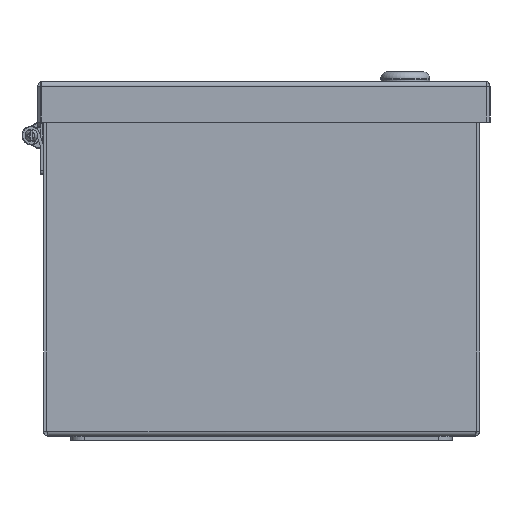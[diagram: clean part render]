
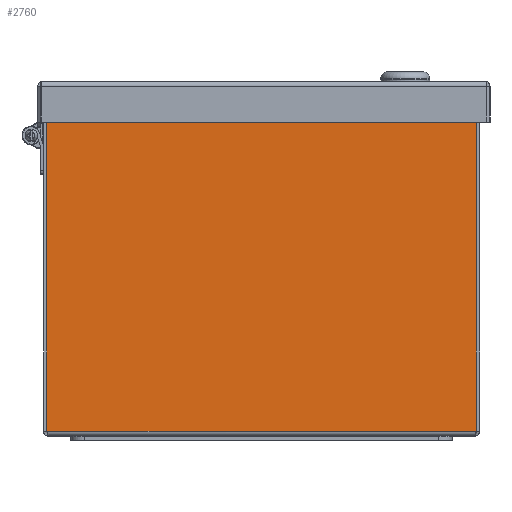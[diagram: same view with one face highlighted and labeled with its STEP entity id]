
A CAD part, front view. The second image highlights one B-rep face of the part: STEP entity #2760.
In plain terms, the highlighted planar face has unit normal (0, -1, 0).
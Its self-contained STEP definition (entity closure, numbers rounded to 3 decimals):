
#2760 = ADVANCED_FACE( '', ( #6419 ), #6420, .F. );
#6419 = FACE_OUTER_BOUND( '', #17201, .T. );
#6420 = PLANE( '', #17202 );
#17201 = EDGE_LOOP( '', ( #46945, #46946, #46947, #46948, #46949, #46950 ) );
#17202 = AXIS2_PLACEMENT_3D( '', #46951, #46952, #46953 );
#46945 = ORIENTED_EDGE( '', *, *, #60268, .T. );
#46946 = ORIENTED_EDGE( '', *, *, #60269, .F. );
#46947 = ORIENTED_EDGE( '', *, *, #58634, .T. );
#46948 = ORIENTED_EDGE( '', *, *, #60218, .T. );
#46949 = ORIENTED_EDGE( '', *, *, #60270, .T. );
#46950 = ORIENTED_EDGE( '', *, *, #60271, .T. );
#46951 = CARTESIAN_POINT( '', ( -698.348, -127., 0. ) );
#46952 = DIRECTION( '', ( 0., 1., 0. ) );
#46953 = DIRECTION( '', ( 0., 0., 1. ) );
#58634 = EDGE_CURVE( '', #63745, #63746, #63747, .T. );
#60218 = EDGE_CURVE( '', #63746, #64506, #66460, .F. );
#60268 = EDGE_CURVE( '', #66542, #66543, #66544, .T. );
#60269 = EDGE_CURVE( '', #63745, #66543, #66545, .T. );
#60270 = EDGE_CURVE( '', #64506, #65723, #66546, .T. );
#60271 = EDGE_CURVE( '', #65723, #66542, #66547, .T. );
#63745 = VERTEX_POINT( '', #71420 );
#63746 = VERTEX_POINT( '', #71421 );
#63747 = LINE( '', #71422, #71423 );
#64506 = VERTEX_POINT( '', #73257 );
#65723 = VERTEX_POINT( '', #76565 );
#66460 = LINE( '', #78417, #78418 );
#66542 = VERTEX_POINT( '', #78554 );
#66543 = VERTEX_POINT( '', #78555 );
#66544 = LINE( '', #78556, #78557 );
#66545 = LINE( '', #78558, #78559 );
#66546 = LINE( '', #78560, #78561 );
#66547 = LINE( '', #78562, #78563 );
#71420 = CARTESIAN_POINT( '', ( -100.063, -127., 150.063 ) );
#71421 = CARTESIAN_POINT( '', ( -100.073, -127., 150.053 ) );
#71422 = CARTESIAN_POINT( '', ( -90.217, -127., 159.909 ) );
#71423 = VECTOR( '', #89735, 1000. );
#73257 = CARTESIAN_POINT( '', ( -100.073, -127., 2.337 ) );
#76565 = CARTESIAN_POINT( '', ( 100.073, -127., 2.337 ) );
#78417 = CARTESIAN_POINT( '', ( -100.073, -127., 0. ) );
#78418 = VECTOR( '', #90912, 1000. );
#78554 = CARTESIAN_POINT( '', ( 100.073, -127., 150.053 ) );
#78555 = CARTESIAN_POINT( '', ( 100.063, -127., 150.063 ) );
#78556 = CARTESIAN_POINT( '', ( 100.608, -127., 149.518 ) );
#78557 = VECTOR( '', #90946, 1000. );
#78558 = CARTESIAN_POINT( '', ( -698.348, -127., 150.063 ) );
#78559 = VECTOR( '', #90947, 1000. );
#78560 = CARTESIAN_POINT( '', ( -698.348, -127., 2.337 ) );
#78561 = VECTOR( '', #90948, 1000. );
#78562 = CARTESIAN_POINT( '', ( 100.073, -127., 0. ) );
#78563 = VECTOR( '', #90949, 1000. );
#89735 = DIRECTION( '', ( -0.707, 0., -0.707 ) );
#90912 = DIRECTION( '', ( 0., 0., 1. ) );
#90946 = DIRECTION( '', ( -0.707, 0., 0.707 ) );
#90947 = DIRECTION( '', ( 1., 0., 0. ) );
#90948 = DIRECTION( '', ( 1., 0., 0. ) );
#90949 = DIRECTION( '', ( 0., 0., 1. ) );
